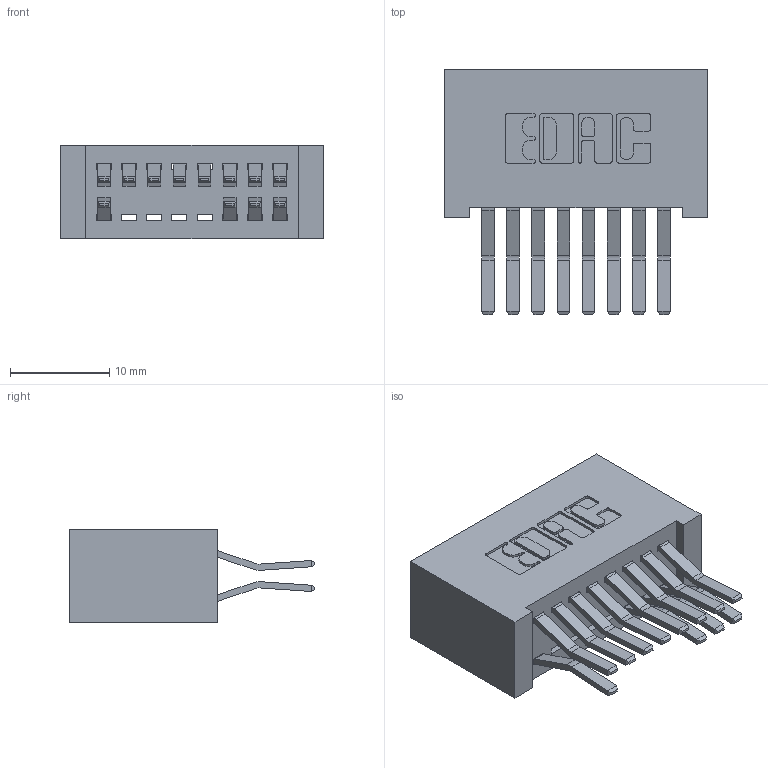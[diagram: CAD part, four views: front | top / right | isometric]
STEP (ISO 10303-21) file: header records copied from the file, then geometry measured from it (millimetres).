
FILE_DESCRIPTION (( 'STEP AP203' ), '1' );
FILE_NAME ('392-016-560-201.STEP', '2018-08-15T02:45:01', ( '' ), ( '' ), 'SwSTEP 2.0', 'SolidWorks 2016', '' );
FILE_SCHEMA (( 'CONFIG_CONTROL_DESIGN' ));
Length unit declared in the file: inch
Products named in the file (3): 392-016-560-201; 342 Part_Lugless; 345-292-001_560 Tail
Assembly tree (13 placements, depth 2):
  392-016-560-201
    342 Part_Lugless
    345-292-001_560 Tail  x12
Bounding box: 26.57 x 24.78 x 9.4 mm (x, y, z)
Volume: 2708.5 mm3; surface area: 4007.2 mm2
Topology: 13 solids, 13 shells, 774 faces, 2291 edges, 1510 vertices
Faces by surface type: plane 518, cylinder 256
Entity records: 9095 total; most frequent: CARTESIAN_POINT 1562, ORIENTED_EDGE 1502, DIRECTION 1387, EDGE_CURVE 751, LINE 627, VECTOR 627, VERTEX_POINT 498, AXIS2_PLACEMENT_3D 380
